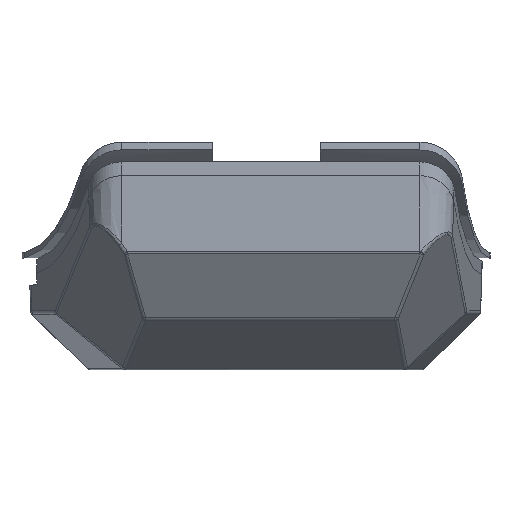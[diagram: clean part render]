
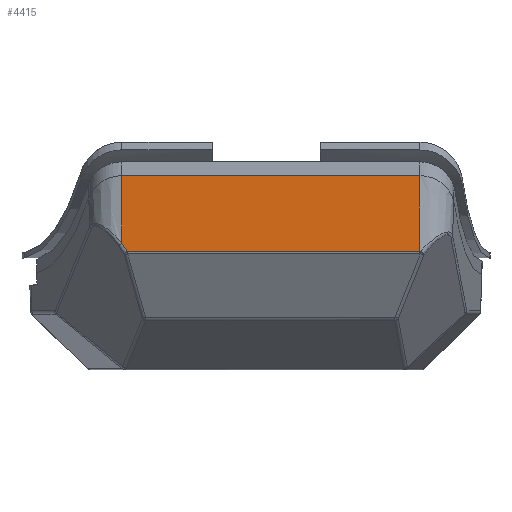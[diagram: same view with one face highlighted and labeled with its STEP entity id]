
A CAD part, front view. The second image highlights one B-rep face of the part: STEP entity #4415.
In plain terms, the highlighted planar face has unit normal (0, -0.999, -0.035).
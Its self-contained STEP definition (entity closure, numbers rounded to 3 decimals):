
#1322 = CARTESIAN_POINT ( 'NONE',  ( 57.014, -14.078, 26.688 ) ) ;
#1602 = LINE ( 'NONE', #6489, #7423 ) ;
#3072 = EDGE_CURVE ( 'NONE', #30199, #24235, #12475, .T. ) ;
#4415 = ADVANCED_FACE ( 'NONE', ( #24426 ), #10454, .T. ) ;
#5565 = DIRECTION ( 'NONE',  ( 0., -0.999, -0.035 ) ) ;
#5868 = VECTOR ( 'NONE', #19771, 1000. ) ;
#6278 = VECTOR ( 'NONE', #14735, 1000. ) ;
#6489 = CARTESIAN_POINT ( 'NONE',  ( 14.533, -13.511, 10.436 ) ) ;
#7306 = CARTESIAN_POINT ( 'NONE',  ( 0., -14.567, 40.687 ) ) ;
#7423 = VECTOR ( 'NONE', #21385, 1000. ) ;
#8644 = DIRECTION ( 'NONE',  ( 0., 0.035, -0.999 ) ) ;
#9008 = LINE ( 'NONE', #20956, #28858 ) ;
#9159 = CARTESIAN_POINT ( 'NONE',  ( 2.848, -14.078, 26.688 ) ) ;
#9160 = CARTESIAN_POINT ( 'NONE',  ( 57.014, -14.567, 40.687 ) ) ;
#9743 = CARTESIAN_POINT ( 'NONE',  ( 0., -14.078, 26.688 ) ) ;
#10025 = CARTESIAN_POINT ( 'NONE',  ( 1.751, -14.567, 40.687 ) ) ;
#10454 = PLANE ( 'NONE',  #32284 ) ;
#11579 = ORIENTED_EDGE ( 'NONE', *, *, #29597, .T. ) ;
#12156 = ORIENTED_EDGE ( 'NONE', *, *, #3072, .T. ) ;
#12475 = LINE ( 'NONE', #9743, #5868 ) ;
#12742 = DIRECTION ( 'NONE',  ( 0., 0.035, -0.999 ) ) ;
#12868 = LINE ( 'NONE', #7306, #6278 ) ;
#14735 = DIRECTION ( 'NONE',  ( -1., 0., 0. ) ) ;
#16985 = VERTEX_POINT ( 'NONE', #17897 ) ;
#17897 = CARTESIAN_POINT ( 'NONE',  ( 1.751, -14.131, 28.214 ) ) ;
#18755 = VECTOR ( 'NONE', #12742, 1000. ) ;
#19062 = ORIENTED_EDGE ( 'NONE', *, *, #20428, .T. ) ;
#19771 = DIRECTION ( 'NONE',  ( 1., 0., 0. ) ) ;
#20428 = EDGE_CURVE ( 'NONE', #20667, #16985, #9008, .T. ) ;
#20481 = CARTESIAN_POINT ( 'NONE',  ( 0., -13.146, 0. ) ) ;
#20667 = VERTEX_POINT ( 'NONE', #10025 ) ;
#20766 = EDGE_CURVE ( 'NONE', #21970, #24235, #25341, .T. ) ;
#20956 = CARTESIAN_POINT ( 'NONE',  ( 1.751, -13.146, 0. ) ) ;
#21385 = DIRECTION ( 'NONE',  ( 0.584, 0.028, -0.812 ) ) ;
#21970 = VERTEX_POINT ( 'NONE', #9160 ) ;
#22943 = DIRECTION ( 'NONE',  ( 0., 0.035, -0.999 ) ) ;
#24235 = VERTEX_POINT ( 'NONE', #1322 ) ;
#24426 = FACE_OUTER_BOUND ( 'NONE', #26648, .T. ) ;
#24629 = ORIENTED_EDGE ( 'NONE', *, *, #20766, .F. ) ;
#25341 = LINE ( 'NONE', #30154, #18755 ) ;
#26648 = EDGE_LOOP ( 'NONE', ( #19062, #11579, #12156, #24629, #28350 ) ) ;
#28350 = ORIENTED_EDGE ( 'NONE', *, *, #29883, .T. ) ;
#28858 = VECTOR ( 'NONE', #8644, 1000. ) ;
#29597 = EDGE_CURVE ( 'NONE', #16985, #30199, #1602, .T. ) ;
#29883 = EDGE_CURVE ( 'NONE', #21970, #20667, #12868, .T. ) ;
#30154 = CARTESIAN_POINT ( 'NONE',  ( 57.014, -17438.61, 499000. ) ) ;
#30199 = VERTEX_POINT ( 'NONE', #9159 ) ;
#32284 = AXIS2_PLACEMENT_3D ( 'NONE', #20481, #5565, #22943 ) ;
